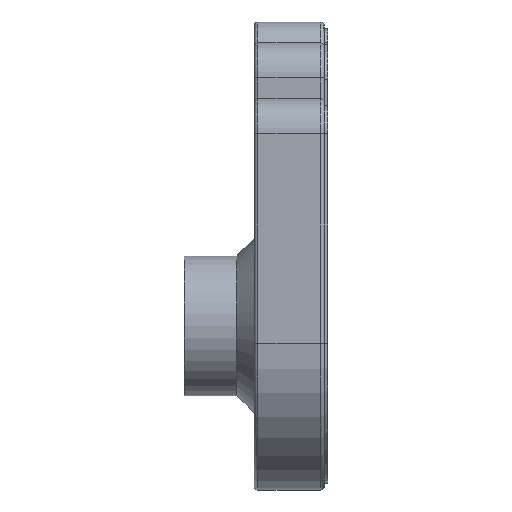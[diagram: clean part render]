
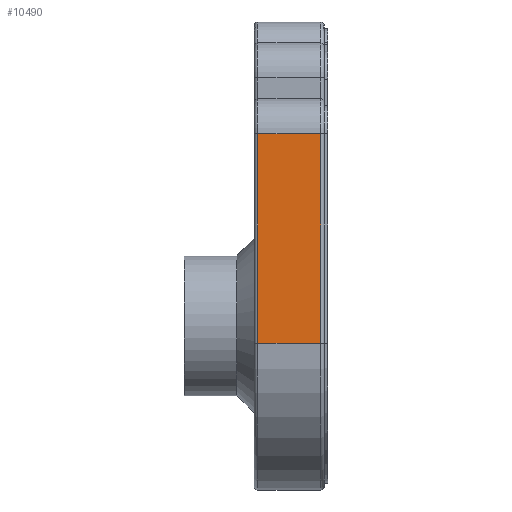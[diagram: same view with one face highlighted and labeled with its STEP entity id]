
A CAD part, left-side view. The second image highlights one B-rep face of the part: STEP entity #10490.
In plain terms, the highlighted planar face has unit normal (-1, 0, 0).
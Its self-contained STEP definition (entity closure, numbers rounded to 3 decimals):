
#23 = EDGE_CURVE ( 'NONE', #1366, #10883, #6414, .T. ) ;
#626 = VECTOR ( 'NONE', #1812, 1000. ) ;
#1366 = VERTEX_POINT ( 'NONE', #3996 ) ;
#1568 = CARTESIAN_POINT ( 'NONE',  ( -42., 20., 0. ) ) ;
#1812 = DIRECTION ( 'NONE',  ( 0., 0., -1. ) ) ;
#2250 = DIRECTION ( 'NONE',  ( 1., 0., 0. ) ) ;
#2473 = CARTESIAN_POINT ( 'NONE',  ( -42., 19., 0. ) ) ;
#2732 = VECTOR ( 'NONE', #6207, 1000. ) ;
#3448 = CARTESIAN_POINT ( 'NONE',  ( -42., 1., 0. ) ) ;
#3460 = ORIENTED_EDGE ( 'NONE', *, *, #8744, .T. ) ;
#3481 = CARTESIAN_POINT ( 'NONE',  ( -42., 1., 0. ) ) ;
#3614 = EDGE_CURVE ( 'NONE', #10883, #8315, #6737, .T. ) ;
#3996 = CARTESIAN_POINT ( 'NONE',  ( -42., 19., 60. ) ) ;
#4225 = EDGE_CURVE ( 'NONE', #1366, #4937, #5352, .T. ) ;
#4876 = AXIS2_PLACEMENT_3D ( 'NONE', #9157, #2250, #6514 ) ;
#4937 = VERTEX_POINT ( 'NONE', #6872 ) ;
#4940 = VECTOR ( 'NONE', #9317, 1000. ) ;
#5105 = LINE ( 'NONE', #3481, #10531 ) ;
#5352 = LINE ( 'NONE', #6326, #2732 ) ;
#6183 = DIRECTION ( 'NONE',  ( 0., 0., 1. ) ) ;
#6207 = DIRECTION ( 'NONE',  ( 0., -1., 0. ) ) ;
#6326 = CARTESIAN_POINT ( 'NONE',  ( -42., 20., 60. ) ) ;
#6414 = LINE ( 'NONE', #10533, #626 ) ;
#6514 = DIRECTION ( 'NONE',  ( 0., 0., -1. ) ) ;
#6568 = PLANE ( 'NONE',  #4876 ) ;
#6737 = LINE ( 'NONE', #1568, #4940 ) ;
#6872 = CARTESIAN_POINT ( 'NONE',  ( -42., 1., 60. ) ) ;
#7891 = ORIENTED_EDGE ( 'NONE', *, *, #4225, .F. ) ;
#8315 = VERTEX_POINT ( 'NONE', #3448 ) ;
#8744 = EDGE_CURVE ( 'NONE', #8315, #4937, #5105, .T. ) ;
#8757 = EDGE_LOOP ( 'NONE', ( #7891, #9039, #11294, #3460 ) ) ;
#9039 = ORIENTED_EDGE ( 'NONE', *, *, #23, .T. ) ;
#9157 = CARTESIAN_POINT ( 'NONE',  ( -42., 20., 0. ) ) ;
#9311 = FACE_OUTER_BOUND ( 'NONE', #8757, .T. ) ;
#9317 = DIRECTION ( 'NONE',  ( 0., -1., 0. ) ) ;
#10490 = ADVANCED_FACE ( 'NONE', ( #9311 ), #6568, .F. ) ;
#10531 = VECTOR ( 'NONE', #6183, 1000. ) ;
#10533 = CARTESIAN_POINT ( 'NONE',  ( -42., 19., 0. ) ) ;
#10883 = VERTEX_POINT ( 'NONE', #2473 ) ;
#11294 = ORIENTED_EDGE ( 'NONE', *, *, #3614, .T. ) ;
